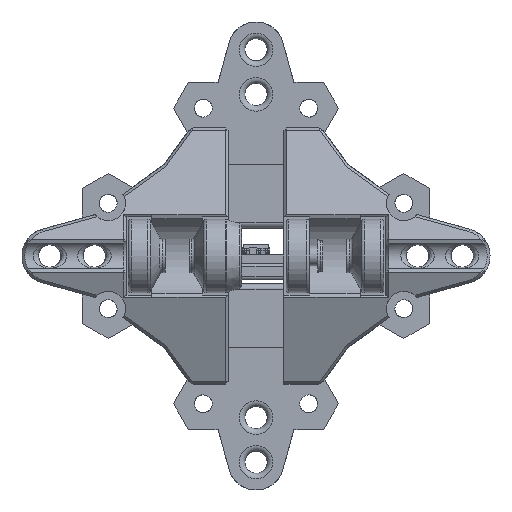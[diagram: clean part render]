
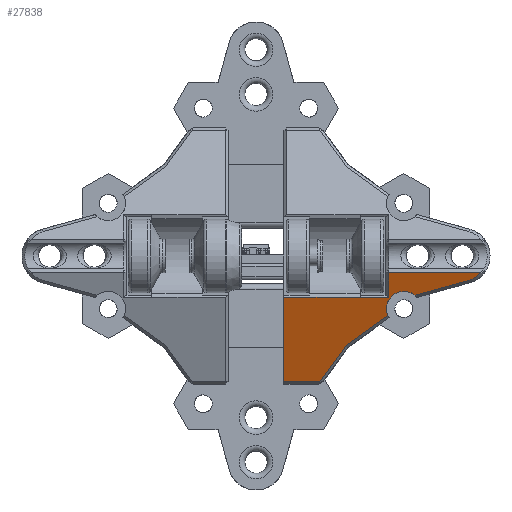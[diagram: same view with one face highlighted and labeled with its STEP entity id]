
A CAD part, front view. The second image highlights one B-rep face of the part: STEP entity #27838.
In plain terms, the highlighted face is planar.
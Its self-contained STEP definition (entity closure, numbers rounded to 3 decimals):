
#129=ELLIPSE('',#29842,3.382,3.125);
#1012=B_SPLINE_CURVE_WITH_KNOTS('',3,(#42474,#42475,#42476,#42477),
 .UNSPECIFIED.,.F.,.F.,(4,4),(-2.421,-2.415),
 .UNSPECIFIED.);
#1013=B_SPLINE_CURVE_WITH_KNOTS('',3,(#42479,#42480,#42481,#42482),
 .UNSPECIFIED.,.F.,.F.,(4,4),(2.29,2.871),
 .UNSPECIFIED.);
#1749=PLANE('',#29841);
#2756=FACE_OUTER_BOUND('',#4391,.T.);
#4391=EDGE_LOOP('',(#20128,#20129,#20130,#20131,#20132,#20133,#20134,#20135,
#20136,#20137,#20138,#20139,#20140,#20141));
#6209=LINE('',#42428,#8719);
#6214=LINE('',#42438,#8724);
#6222=LINE('',#42460,#8732);
#6223=LINE('',#42462,#8733);
#6224=LINE('',#42464,#8734);
#6225=LINE('',#42466,#8735);
#6226=LINE('',#42470,#8736);
#6227=LINE('',#42472,#8737);
#6228=LINE('',#42484,#8738);
#6229=LINE('',#42486,#8739);
#6230=LINE('',#42487,#8740);
#8719=VECTOR('',#33350,10.);
#8724=VECTOR('',#33357,10.);
#8732=VECTOR('',#33373,10.);
#8733=VECTOR('',#33374,10.);
#8734=VECTOR('',#33375,10.);
#8735=VECTOR('',#33376,10.);
#8736=VECTOR('',#33379,10.);
#8737=VECTOR('',#33380,10.);
#8738=VECTOR('',#33381,10.);
#8739=VECTOR('',#33382,10.);
#8740=VECTOR('',#33383,10.);
#12554=VERTEX_POINT('',#42425);
#12555=VERTEX_POINT('',#42427);
#12559=VERTEX_POINT('',#42437);
#12569=VERTEX_POINT('',#42459);
#12570=VERTEX_POINT('',#42461);
#12571=VERTEX_POINT('',#42463);
#12572=VERTEX_POINT('',#42465);
#12573=VERTEX_POINT('',#42467);
#12574=VERTEX_POINT('',#42469);
#12575=VERTEX_POINT('',#42471);
#12576=VERTEX_POINT('',#42473);
#12577=VERTEX_POINT('',#42478);
#12578=VERTEX_POINT('',#42483);
#12579=VERTEX_POINT('',#42485);
#15392=EDGE_CURVE('',#12554,#12555,#6209,.T.);
#15397=EDGE_CURVE('',#12555,#12559,#6214,.T.);
#15408=EDGE_CURVE('',#12569,#12554,#6222,.T.);
#15409=EDGE_CURVE('',#12570,#12569,#6223,.T.);
#15410=EDGE_CURVE('',#12571,#12570,#6224,.T.);
#15411=EDGE_CURVE('',#12572,#12571,#6225,.T.);
#15412=EDGE_CURVE('',#12572,#12573,#129,.T.);
#15413=EDGE_CURVE('',#12574,#12573,#6226,.T.);
#15414=EDGE_CURVE('',#12575,#12574,#6227,.T.);
#15415=EDGE_CURVE('',#12576,#12575,#1012,.T.);
#15416=EDGE_CURVE('',#12577,#12576,#1013,.T.);
#15417=EDGE_CURVE('',#12578,#12577,#6228,.T.);
#15418=EDGE_CURVE('',#12579,#12578,#6229,.T.);
#15419=EDGE_CURVE('',#12559,#12579,#6230,.T.);
#20128=ORIENTED_EDGE('',*,*,#15392,.F.);
#20129=ORIENTED_EDGE('',*,*,#15408,.F.);
#20130=ORIENTED_EDGE('',*,*,#15409,.F.);
#20131=ORIENTED_EDGE('',*,*,#15410,.F.);
#20132=ORIENTED_EDGE('',*,*,#15411,.F.);
#20133=ORIENTED_EDGE('',*,*,#15412,.T.);
#20134=ORIENTED_EDGE('',*,*,#15413,.F.);
#20135=ORIENTED_EDGE('',*,*,#15414,.F.);
#20136=ORIENTED_EDGE('',*,*,#15415,.F.);
#20137=ORIENTED_EDGE('',*,*,#15416,.F.);
#20138=ORIENTED_EDGE('',*,*,#15417,.F.);
#20139=ORIENTED_EDGE('',*,*,#15418,.F.);
#20140=ORIENTED_EDGE('',*,*,#15419,.F.);
#20141=ORIENTED_EDGE('',*,*,#15397,.F.);
#27838=ADVANCED_FACE('',(#2756),#1749,.F.);
#29841=AXIS2_PLACEMENT_3D('',#42458,#33371,#33372);
#29842=AXIS2_PLACEMENT_3D('',#42468,#33377,#33378);
#33350=DIRECTION('',(0.,0.,1.));
#33357=DIRECTION('',(0.924,0.383,0.));
#33371=DIRECTION('center_axis',(-0.383,0.924,0.));
#33372=DIRECTION('ref_axis',(0.924,0.383,0.));
#33373=DIRECTION('',(-0.924,-0.383,0.));
#33374=DIRECTION('',(0.,0.,-1.));
#33375=DIRECTION('',(0.768,0.318,-0.556));
#33376=DIRECTION('',(0.57,0.236,-0.787));
#33377=DIRECTION('center_axis',(-0.383,0.924,0.));
#33378=DIRECTION('ref_axis',(0.924,0.383,0.));
#33379=DIRECTION('',(0.57,0.236,-0.787));
#33380=DIRECTION('',(0.265,0.11,-0.958));
#33381=DIRECTION('',(0.,0.,1.));
#33382=DIRECTION('',(-0.924,-0.383,0.));
#33383=DIRECTION('',(0.,0.,1.));
#42425=CARTESIAN_POINT('',(7.391,-19.939,5.));
#42427=CARTESIAN_POINT('',(7.391,-19.939,18.7));
#42428=CARTESIAN_POINT('',(7.391,-19.939,0.));
#42437=CARTESIAN_POINT('',(7.462,-19.909,18.7));
#42438=CARTESIAN_POINT('',(7.44,-19.918,18.7));
#42458=CARTESIAN_POINT('Origin',(2.541,-21.948,0.));
#42459=CARTESIAN_POINT('',(22.538,-13.664,5.));
#42460=CARTESIAN_POINT('',(10.584,-18.616,5.));
#42461=CARTESIAN_POINT('',(22.538,-13.664,11.48));
#42462=CARTESIAN_POINT('',(22.538,-13.664,5.874));
#42463=CARTESIAN_POINT('',(16.153,-16.309,16.1));
#42464=CARTESIAN_POINT('',(15.549,-16.559,16.537));
#42465=CARTESIAN_POINT('',(10.69,-18.572,23.65));
#42466=CARTESIAN_POINT('',(12.758,-17.715,20.792));
#42467=CARTESIAN_POINT('',(7.119,-20.051,28.586));
#42468=CARTESIAN_POINT('Origin',(9.47,-19.077,26.527));
#42469=CARTESIAN_POINT('',(6.989,-20.105,28.766));
#42470=CARTESIAN_POINT('',(12.758,-17.715,20.792));
#42471=CARTESIAN_POINT('',(4.391,-21.181,38.139));
#42472=CARTESIAN_POINT('',(9.463,-19.08,19.84));
#42473=CARTESIAN_POINT('',(4.376,-21.187,38.192));
#42474=CARTESIAN_POINT('Ctrl Pts',(4.376,-21.187,38.192));
#42475=CARTESIAN_POINT('Ctrl Pts',(4.381,-21.185,38.174));
#42476=CARTESIAN_POINT('Ctrl Pts',(4.386,-21.183,38.157));
#42477=CARTESIAN_POINT('Ctrl Pts',(4.391,-21.181,38.139));
#42478=CARTESIAN_POINT('',(3.003,-21.756,40.374));
#42479=CARTESIAN_POINT('Ctrl Pts',(3.002,-21.756,40.373));
#42480=CARTESIAN_POINT('Ctrl Pts',(3.661,-21.484,39.794));
#42481=CARTESIAN_POINT('Ctrl Pts',(4.145,-21.283,39.026));
#42482=CARTESIAN_POINT('Ctrl Pts',(4.376,-21.187,38.192));
#42483=CARTESIAN_POINT('',(3.003,-21.756,23.8));
#42484=CARTESIAN_POINT('',(3.003,-21.756,0.));
#42485=CARTESIAN_POINT('',(7.462,-19.909,23.8));
#42486=CARTESIAN_POINT('',(1.27,-22.474,23.8));
#42487=CARTESIAN_POINT('',(7.462,-19.909,11.65));
